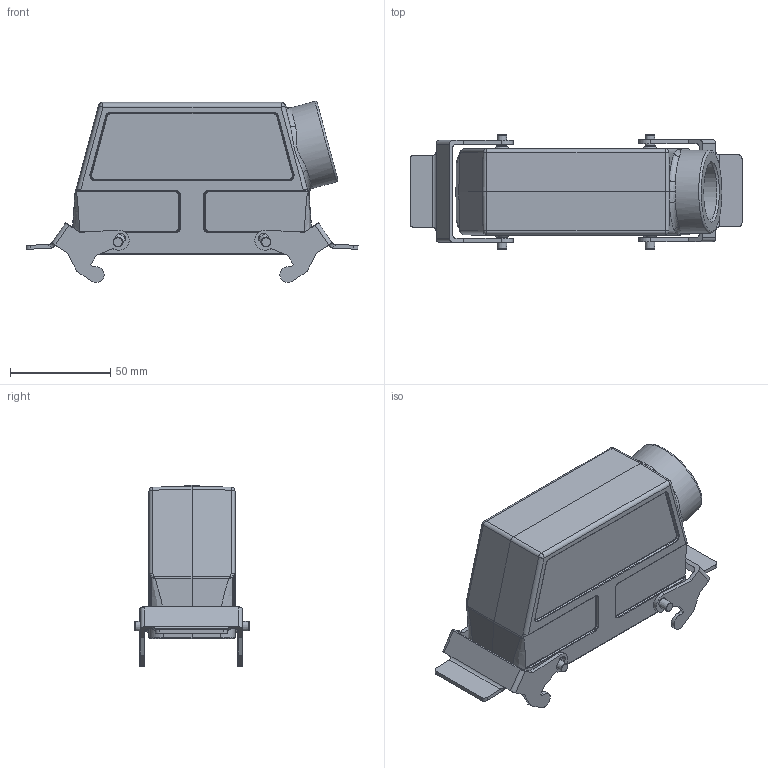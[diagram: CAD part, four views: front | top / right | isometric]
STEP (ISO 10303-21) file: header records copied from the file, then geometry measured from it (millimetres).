
FILE_DESCRIPTION((''),'2;1');
FILE_NAME('04300240530.stp','2020-07-07T15:54:15',('e.eickhoff'),(''),'Autodesk Inventor 2012','Autodesk Inventor 2012','');
FILE_SCHEMA(('AUTOMOTIVE_DESIGN { 1 0 10303 214 1 1 1 1 }'));
Length unit declared in the file: millimetre
Products named in the file (3): 04300240530; Metallbügel Quer
Assembly tree (3 placements, depth 2):
  04300240530
    04300240530
    Metallbügel Quer  x2
Bounding box: 165.9 x 57.2 x 90.56 mm (x, y, z)
Volume: 107416.6 mm3; surface area: 64670.4 mm2
Topology: 3 solids, 3 shells, 540 faces, 1576 edges, 1262 vertices
Faces by surface type: plane 225, cylinder 162, bspline 62, cone 45, torus 41, sphere 5
Full cylindrical faces by diameter (mm): 3 x4, 24 x1, 28.3 x1, 41.65 x1
Entity records: 18677 total; most frequent: CARTESIAN_POINT 5920, DIRECTION 2506, ORIENTED_EDGE 2320, EDGE_CURVE 1160, AXIS2_PLACEMENT_3D 873, VECTOR 760, LINE 760, VERTEX_POINT 726
